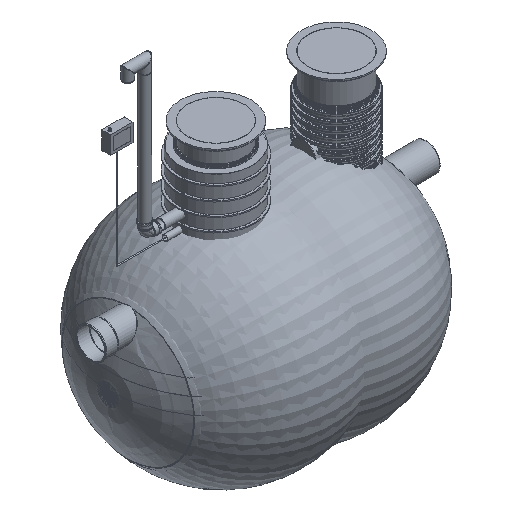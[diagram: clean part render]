
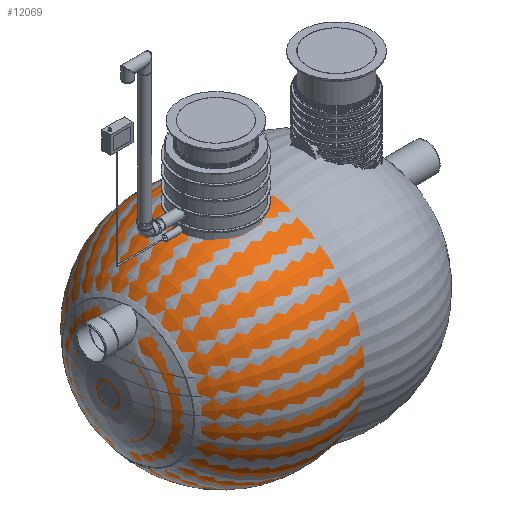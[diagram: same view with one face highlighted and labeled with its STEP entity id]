
A CAD part, isometric view. The second image highlights one B-rep face of the part: STEP entity #12069.
In plain terms, the highlighted toroidal (fillet/blend) face has major radius 2.49 mm and minor radius 1280 mm.
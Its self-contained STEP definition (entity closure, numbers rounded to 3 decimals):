
#1371=B_SPLINE_CURVE_WITH_KNOTS('',3,(#19199,#19200,#19201,#19202,#19203,
#19204,#19205,#19206,#19207,#19208,#19209,#19210,#19211,#19212,#19213,#19214,
#19215,#19216,#19217,#19218,#19219,#19220,#19221,#19222,#19223,#19224,#19225,
#19226,#19227,#19228,#19229,#19230,#19231,#19232,#19233,#19234,#19235,#19236,
#19237,#19238,#19239,#19240,#19241,#19242,#19243,#19244,#19245,#19246,#19247,
#19248,#19249,#19250,#19251,#19252,#19253,#19254,#19255,#19256,#19257,#19258,
#19259,#19260,#19261,#19262,#19263,#19264,#19265,#19266,#19267,#19268,#19269,
#19270,#19271),.UNSPECIFIED.,.F.,.F.,(4,1,1,1,1,1,1,1,1,1,1,1,1,1,1,1,1,
1,1,1,1,1,1,1,1,1,1,1,1,1,1,1,1,1,1,1,1,1,1,1,1,1,1,1,1,1,1,1,1,1,1,1,1,
1,1,1,1,1,1,1,1,1,1,1,1,1,1,1,1,1,4),(0.,0.014,
0.029,0.043,0.05,0.057,
0.072,0.086,0.1,0.115,
0.129,0.143,0.158,0.172,
0.186,0.2,0.215,0.229,
0.243,0.258,0.272,0.286,
0.301,0.308,0.315,0.329,
0.344,0.358,0.372,0.387,
0.401,0.415,0.43,0.444,
0.458,0.465,0.473,0.48,
0.487,0.501,0.516,0.523,
0.53,0.544,0.559,0.573,
0.587,0.601,0.616,0.63,
0.644,0.659,0.673,0.687,
0.702,0.716,0.73,0.745,
0.759,0.773,0.788,0.802,
0.809,0.816,0.831,0.845,
0.859,0.866,0.874,0.888,0.917),
 .UNSPECIFIED.);
#1664=VERTEX_LOOP('',#7248);
#1668=DEGENERATE_TOROIDAL_SURFACE('',#13601,2.49,1280.,.T.);
#2531=ORIENTED_EDGE('',*,*,#5663,.T.);
#2532=ORIENTED_EDGE('',*,*,#5664,.T.);
#5663=EDGE_CURVE('',#7249,#7250,#8417,.T.);
#5664=EDGE_CURVE('',#7250,#7249,#1371,.T.);
#7248=VERTEX_POINT('',#19195);
#7249=VERTEX_POINT('',#19197);
#7250=VERTEX_POINT('',#19198);
#8417=CIRCLE('',#13602,736.783);
#9137=EDGE_LOOP('',(#2531,#2532));
#10484=FACE_BOUND('',#1664,.T.);
#10485=FACE_BOUND('',#9137,.T.);
#12069=ADVANCED_FACE('',(#10484,#10485),#1668,.F.);
#13601=AXIS2_PLACEMENT_3D('',#19194,#15283,#15284);
#13602=AXIS2_PLACEMENT_3D('',#19196,#15285,#15286);
#15283=DIRECTION('',(0.,0.,-1.));
#15284=DIRECTION('',(-1.,0.,0.));
#15285=DIRECTION('',(0.,0.,-1.));
#15286=DIRECTION('',(-1.,0.,0.));
#19194=CARTESIAN_POINT('',(2.497,0.,-997.188));
#19195=CARTESIAN_POINT('',(2.497,0.,282.809));
#19196=CARTESIAN_POINT('',(2.497,0.,51.246));
#19197=CARTESIAN_POINT('',(736.516,-63.756,51.246));
#19198=CARTESIAN_POINT('',(736.516,63.756,51.246));
#19199=CARTESIAN_POINT('',(736.516,63.756,51.246));
#19200=CARTESIAN_POINT('',(734.601,68.081,52.32));
#19201=CARTESIAN_POINT('',(730.436,76.44,54.653));
#19202=CARTESIAN_POINT('',(723.245,88.167,58.665));
#19203=CARTESIAN_POINT('',(716.497,97.294,62.416));
#19204=CARTESIAN_POINT('',(710.658,104.21,65.65));
#19205=CARTESIAN_POINT('',(704.506,110.887,69.048));
#19206=CARTESIAN_POINT('',(696.423,118.593,73.498));
#19207=CARTESIAN_POINT('',(686.132,126.87,79.135));
#19208=CARTESIAN_POINT('',(675.279,134.205,85.047));
#19209=CARTESIAN_POINT('',(663.812,140.631,91.258));
#19210=CARTESIAN_POINT('',(652.046,145.997,97.594));
#19211=CARTESIAN_POINT('',(639.993,150.349,104.047));
#19212=CARTESIAN_POINT('',(627.673,153.7,110.603));
#19213=CARTESIAN_POINT('',(615.017,156.058,117.297));
#19214=CARTESIAN_POINT('',(602.298,157.366,123.983));
#19215=CARTESIAN_POINT('',(589.605,157.644,130.616));
#19216=CARTESIAN_POINT('',(576.914,156.899,137.208));
#19217=CARTESIAN_POINT('',(564.233,155.123,143.757));
#19218=CARTESIAN_POINT('',(551.551,152.269,150.267));
#19219=CARTESIAN_POINT('',(539.247,148.412,156.549));
#19220=CARTESIAN_POINT('',(527.261,143.55,162.634));
#19221=CARTESIAN_POINT('',(515.62,137.672,168.513));
#19222=CARTESIAN_POINT('',(506.202,131.888,173.245));
#19223=CARTESIAN_POINT('',(498.876,126.714,176.913));
#19224=CARTESIAN_POINT('',(491.812,121.258,180.442));
#19225=CARTESIAN_POINT('',(483.418,113.879,184.619));
#19226=CARTESIAN_POINT('',(474.069,104.127,189.253));
#19227=CARTESIAN_POINT('',(465.472,93.463,193.499));
#19228=CARTESIAN_POINT('',(457.643,81.772,197.35));
#19229=CARTESIAN_POINT('',(450.936,69.512,200.64));
#19230=CARTESIAN_POINT('',(445.313,56.65,203.391));
#19231=CARTESIAN_POINT('',(440.807,43.193,205.59));
#19232=CARTESIAN_POINT('',(437.477,29.066,207.213));
#19233=CARTESIAN_POINT('',(435.484,14.878,208.183));
#19234=CARTESIAN_POINT('',(434.897,2.936,208.469));
#19235=CARTESIAN_POINT('',(435.083,-6.668,208.378));
#19236=CARTESIAN_POINT('',(435.557,-13.923,208.147));
#19237=CARTESIAN_POINT('',(436.365,-21.13,207.754));
#19238=CARTESIAN_POINT('',(437.867,-30.594,207.023));
#19239=CARTESIAN_POINT('',(440.532,-42.197,205.724));
#19240=CARTESIAN_POINT('',(444.221,-53.484,203.924));
#19241=CARTESIAN_POINT('',(447.803,-62.346,202.172));
#19242=CARTESIAN_POINT('',(451.74,-70.94,200.245));
#19243=CARTESIAN_POINT('',(457.309,-81.209,197.514));
#19244=CARTESIAN_POINT('',(464.972,-92.781,193.745));
#19245=CARTESIAN_POINT('',(473.659,-103.67,189.457));
#19246=CARTESIAN_POINT('',(483.076,-113.554,184.789));
#19247=CARTESIAN_POINT('',(493.167,-122.474,179.767));
#19248=CARTESIAN_POINT('',(503.927,-130.467,174.388));
#19249=CARTESIAN_POINT('',(515.309,-137.502,168.67));
#19250=CARTESIAN_POINT('',(527.,-143.433,162.766));
#19251=CARTESIAN_POINT('',(539.043,-148.341,156.652));
#19252=CARTESIAN_POINT('',(551.431,-152.238,150.329));
#19253=CARTESIAN_POINT('',(564.11,-155.1,143.82));
#19254=CARTESIAN_POINT('',(576.774,-156.886,137.28));
#19255=CARTESIAN_POINT('',(589.495,-157.643,130.673));
#19256=CARTESIAN_POINT('',(602.238,-157.373,124.014));
#19257=CARTESIAN_POINT('',(615.064,-156.051,117.272));
#19258=CARTESIAN_POINT('',(627.622,-153.709,110.63));
#19259=CARTESIAN_POINT('',(639.922,-150.371,104.084));
#19260=CARTESIAN_POINT('',(651.966,-146.029,97.637));
#19261=CARTESIAN_POINT('',(661.78,-141.561,92.353));
#19262=CARTESIAN_POINT('',(669.504,-137.443,88.175));
#19263=CARTESIAN_POINT('',(677.023,-133.022,84.097));
#19264=CARTESIAN_POINT('',(686.056,-126.925,79.176));
#19265=CARTESIAN_POINT('',(696.305,-118.694,73.564));
#19266=CARTESIAN_POINT('',(704.345,-111.047,69.138));
#19267=CARTESIAN_POINT('',(710.455,-104.439,65.762));
#19268=CARTESIAN_POINT('',(716.364,-97.468,62.49));
#19269=CARTESIAN_POINT('',(725.91,-84.581,57.184));
#19270=CARTESIAN_POINT('',(732.681,-72.418,53.397));
#19271=CARTESIAN_POINT('',(736.516,-63.756,51.246));
